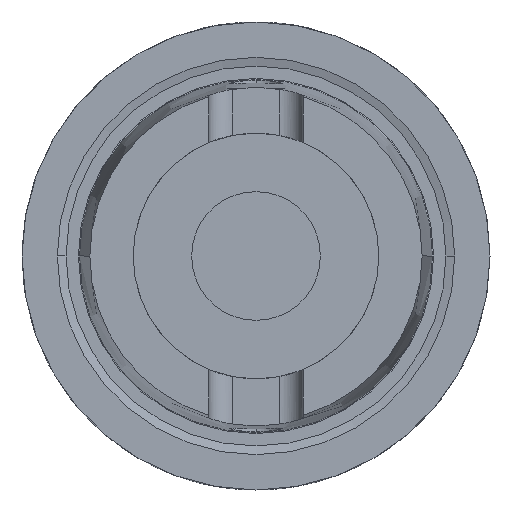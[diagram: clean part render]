
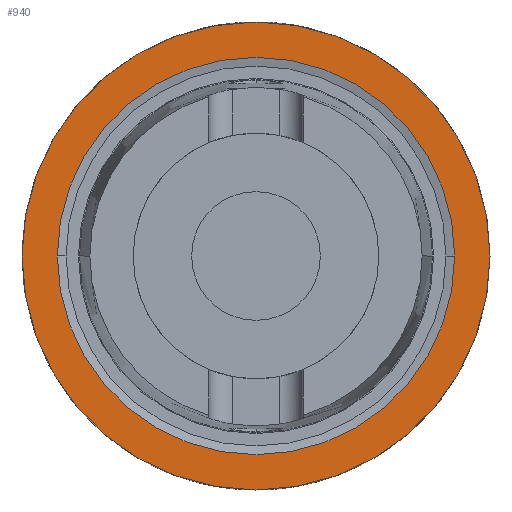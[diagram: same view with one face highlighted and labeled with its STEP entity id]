
A CAD part, left-side view. The second image highlights one B-rep face of the part: STEP entity #940.
In plain terms, the highlighted planar face has unit normal (-1, 0, 0).
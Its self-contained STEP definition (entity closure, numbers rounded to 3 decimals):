
#710=PLANE('',#2804);
#940=ADVANCED_FACE('',(#1371,#1372),#710,.F.);
#1260=CIRCLE('',#2696,20.);
#1277=CIRCLE('',#2720,16.98);
#1310=CIRCLE('',#2801,16.98);
#1311=CIRCLE('',#2803,20.);
#1371=FACE_BOUND('',#1448,.T.);
#1372=FACE_BOUND('',#1449,.T.);
#1448=EDGE_LOOP('',(#1816,#1817));
#1449=EDGE_LOOP('',(#1818,#1819));
#1816=ORIENTED_EDGE('',*,*,#2452,.F.);
#1817=ORIENTED_EDGE('',*,*,#2314,.F.);
#1818=ORIENTED_EDGE('',*,*,#2272,.T.);
#1819=ORIENTED_EDGE('',*,*,#2453,.T.);
#2095=VERTEX_POINT('',#3690);
#2096=VERTEX_POINT('',#3692);
#2131=VERTEX_POINT('',#3869);
#2132=VERTEX_POINT('',#3871);
#2272=EDGE_CURVE('',#2096,#2095,#1260,.T.);
#2314=EDGE_CURVE('',#2131,#2132,#1277,.T.);
#2452=EDGE_CURVE('',#2132,#2131,#1310,.T.);
#2453=EDGE_CURVE('',#2095,#2096,#1311,.T.);
#2696=AXIS2_PLACEMENT_3D('',#3691,#2957,#2958);
#2720=AXIS2_PLACEMENT_3D('',#3870,#3022,#3023);
#2801=AXIS2_PLACEMENT_3D('',#4373,#3266,#3267);
#2803=AXIS2_PLACEMENT_3D('',#4375,#3270,#3271);
#2804=AXIS2_PLACEMENT_3D('',#4376,#3272,#3273);
#2957=DIRECTION('',(-1.,0.,0.));
#2958=DIRECTION('',(0.,-1.,0.));
#3022=DIRECTION('',(-1.,0.,0.));
#3023=DIRECTION('',(0.,-1.,0.));
#3266=DIRECTION('',(-1.,0.,0.));
#3267=DIRECTION('',(0.,-1.,0.));
#3270=DIRECTION('',(-1.,0.,0.));
#3271=DIRECTION('',(0.,-1.,0.));
#3272=DIRECTION('',(1.,0.,0.));
#3273=DIRECTION('',(0.,-1.,0.));
#3690=CARTESIAN_POINT('',(0.,20.,0.));
#3691=CARTESIAN_POINT('',(0.,0.,0.));
#3692=CARTESIAN_POINT('',(0.,-20.,0.));
#3869=CARTESIAN_POINT('',(0.,16.98,0.));
#3870=CARTESIAN_POINT('',(0.,0.,0.));
#3871=CARTESIAN_POINT('',(0.,-16.98,0.));
#4373=CARTESIAN_POINT('',(0.,0.,0.));
#4375=CARTESIAN_POINT('',(0.,0.,0.));
#4376=CARTESIAN_POINT('',(0.,16.98,0.));
